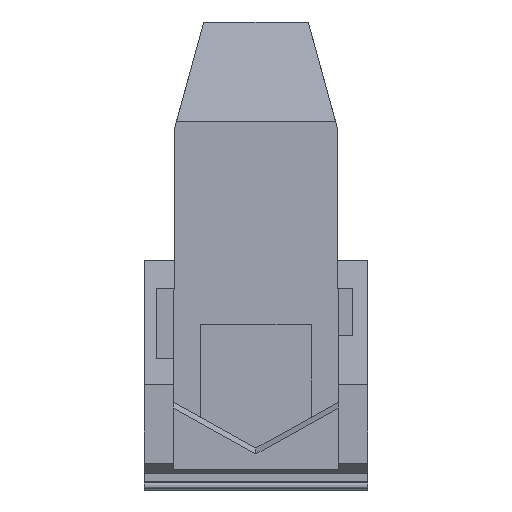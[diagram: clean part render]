
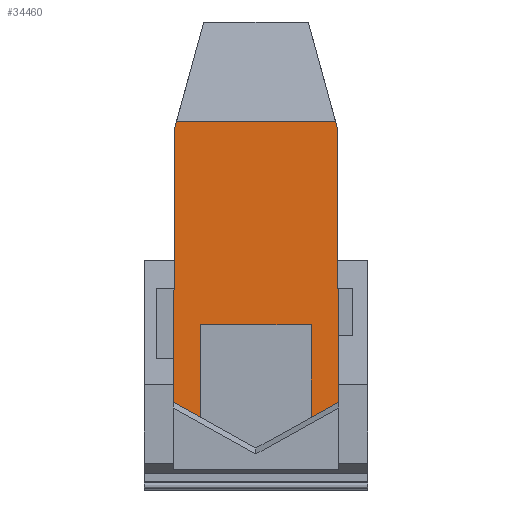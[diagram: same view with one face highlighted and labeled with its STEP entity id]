
A CAD part, front view. The second image highlights one B-rep face of the part: STEP entity #34460.
In plain terms, the highlighted face is planar.
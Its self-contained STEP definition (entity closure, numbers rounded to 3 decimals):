
#32990=CARTESIAN_POINT('',(-85.626,467.98,
17.672));
#33000=VERTEX_POINT('',#32990);
#33030=CARTESIAN_POINT('',(-85.626,0.,145.697));
#33040=DIRECTION('',(0.,-0.965,0.264));
#33050=VECTOR('',#33040,1.);
#33060=LINE('',#33030,#33050);
#33070=CARTESIAN_POINT('',(-85.626,466.8,
17.995));
#33080=VERTEX_POINT('',#33070);
#33090=EDGE_CURVE('',#33000,#33080,#33060,.T.);
#33320=CARTESIAN_POINT('',(-85.626,466.802,
-13.997));
#33330=VERTEX_POINT('',#33320);
#33360=CARTESIAN_POINT('',(-85.626,0.,-141.699));
#33370=DIRECTION('',(0.,0.965,0.264));
#33380=VECTOR('',#33370,1.);
#33390=LINE('',#33360,#33380);
#33400=CARTESIAN_POINT('',(-85.626,467.98,
-13.674));
#33410=VERTEX_POINT('',#33400);
#33420=EDGE_CURVE('',#33330,#33410,#33390,.T.);
#33770=CARTESIAN_POINT('',(-85.626,417.372,
-12.124));
#33780=DIRECTION('',(1.,0.,0.));
#33790=DIRECTION('',(0.,1.,0.));
#33800=AXIS2_PLACEMENT_3D('',#33770,#33780,#33790);
#33810=PLANE('',#33800);
#33820=CARTESIAN_POINT('',(-85.626,0.,-16.441));
#33830=DIRECTION('',(0.,-1.,-0.005));
#33840=VECTOR('',#33830,1.);
#33850=LINE('',#33820,#33840);
#33860=CARTESIAN_POINT('',(-85.626,412.638,
-14.28));
#33870=VERTEX_POINT('',#33860);
#33880=EDGE_CURVE('',#33330,#33870,#33850,.T.);
#33890=ORIENTED_EDGE('',*,*,#33880,.F.);
#33900=CARTESIAN_POINT('',(-85.626,404.724,0.));
#33910=DIRECTION('',(0.,0.485,-0.875));
#33920=VECTOR('',#33910,1.);
#33930=LINE('',#33900,#33920);
#33940=CARTESIAN_POINT('',(-85.626,409.653,
-8.894));
#33950=VERTEX_POINT('',#33940);
#33960=EDGE_CURVE('',#33950,#33870,#33930,.T.);
#33970=ORIENTED_EDGE('',*,*,#33960,.T.);
#33980=CARTESIAN_POINT('',(-85.626,0.,-8.894));
#33990=DIRECTION('',(0.,-1.,0.));
#34000=VECTOR('',#33990,1.);
#34010=LINE('',#33980,#34000);
#34020=CARTESIAN_POINT('',(-85.626,427.939,
-8.894));
#34030=VERTEX_POINT('',#34020);
#34040=EDGE_CURVE('',#34030,#33950,#34010,.T.);
#34050=ORIENTED_EDGE('',*,*,#34040,.T.);
#34060=CARTESIAN_POINT('',(-85.626,427.939,0.));
#34070=DIRECTION('',(0.,0.,-1.));
#34080=VECTOR('',#34070,1.);
#34090=LINE('',#34060,#34080);
#34100=CARTESIAN_POINT('',(-85.626,427.939,
12.956));
#34110=VERTEX_POINT('',#34100);
#34120=EDGE_CURVE('',#34110,#34030,#34090,.T.);
#34130=ORIENTED_EDGE('',*,*,#34120,.T.);
#34140=CARTESIAN_POINT('',(-85.626,0.,12.956));
#34150=DIRECTION('',(0.,1.,0.));
#34160=VECTOR('',#34150,1.);
#34170=LINE('',#34140,#34160);
#34180=CARTESIAN_POINT('',(-85.626,409.679,
12.956));
#34190=VERTEX_POINT('',#34180);
#34200=EDGE_CURVE('',#34190,#34110,#34170,.T.);
#34210=ORIENTED_EDGE('',*,*,#34200,.T.);
#34220=CARTESIAN_POINT('',(-85.626,402.501,0.));
#34230=DIRECTION('',(0.,-0.485,-0.875));
#34240=VECTOR('',#34230,1.);
#34250=LINE('',#34220,#34240);
#34260=CARTESIAN_POINT('',(-85.626,412.628,
18.279));
#34270=VERTEX_POINT('',#34260);
#34280=EDGE_CURVE('',#34270,#34190,#34250,.T.);
#34290=ORIENTED_EDGE('',*,*,#34280,.T.);
#34300=CARTESIAN_POINT('',(-85.626,0.,20.439));
#34310=DIRECTION('',(0.,1.,-0.005));
#34320=VECTOR('',#34310,1.);
#34330=LINE('',#34300,#34320);
#34340=EDGE_CURVE('',#34270,#33080,#34330,.T.);
#34350=ORIENTED_EDGE('',*,*,#34340,.F.);
#34360=ORIENTED_EDGE('',*,*,#33090,.T.);
#34370=CARTESIAN_POINT('',(-85.626,467.98,0.));
#34380=DIRECTION('',(0.,0.,-1.));
#34390=VECTOR('',#34380,1.);
#34400=LINE('',#34370,#34390);
#34410=EDGE_CURVE('',#33000,#33410,#34400,.T.);
#34420=ORIENTED_EDGE('',*,*,#34410,.F.);
#34430=ORIENTED_EDGE('',*,*,#33420,.T.);
#34440=EDGE_LOOP('',(#34430,#34420,#34360,#34350,#34290,#34210,#34130,
#34050,#33970,#33890));
#34450=FACE_OUTER_BOUND('',#34440,.T.);
#34460=ADVANCED_FACE('',(#34450),#33810,.T.);
